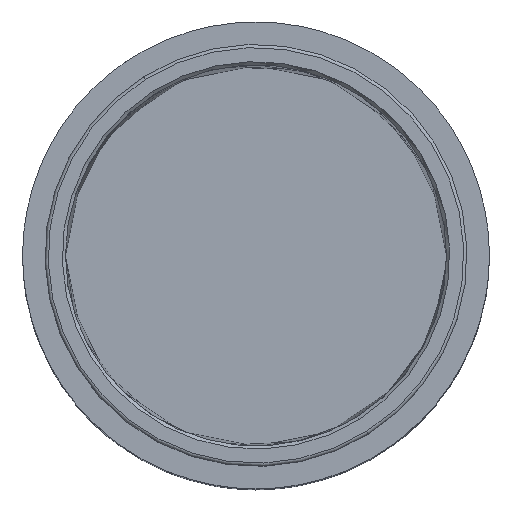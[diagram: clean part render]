
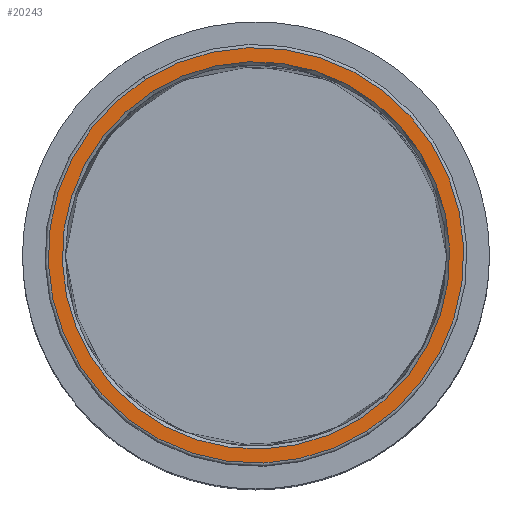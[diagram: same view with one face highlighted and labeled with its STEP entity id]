
A CAD part, top view. The second image highlights one B-rep face of the part: STEP entity #20243.
In plain terms, the highlighted planar face has unit normal (0, 0, 1).
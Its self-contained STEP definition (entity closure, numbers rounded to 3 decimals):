
#394 = CARTESIAN_POINT ( 'NONE',  ( 348.431, -553.809, 1925. ) ) ;
#482 = CARTESIAN_POINT ( 'NONE',  ( 0., 0., 1925. ) ) ;
#1901 = EDGE_CURVE ( 'NONE', #6699, #14098, #11189, .T. ) ;
#2897 = AXIS2_PLACEMENT_3D ( 'NONE', #5193, #10526, #17507 ) ;
#3259 = DIRECTION ( 'NONE',  ( -0.533, 0.846, 0. ) ) ;
#3986 = DIRECTION ( 'NONE',  ( -0.533, 0.846, 0. ) ) ;
#4641 = CARTESIAN_POINT ( 'NONE',  ( -324.841, 516.313, 1925. ) ) ;
#4753 = EDGE_CURVE ( 'NONE', #10667, #13925, #9082, .T. ) ;
#5193 = CARTESIAN_POINT ( 'NONE',  ( 0., 0., 1925. ) ) ;
#5477 = ORIENTED_EDGE ( 'NONE', *, *, #21622, .T. ) ;
#6396 = AXIS2_PLACEMENT_3D ( 'NONE', #16843, #8492, #10200 ) ;
#6699 = VERTEX_POINT ( 'NONE', #4641 ) ;
#7198 = ORIENTED_EDGE ( 'NONE', *, *, #1901, .T. ) ;
#7613 = FACE_OUTER_BOUND ( 'NONE', #16842, .T. ) ;
#8492 = DIRECTION ( 'NONE',  ( 0., 0., -1. ) ) ;
#8985 = CIRCLE ( 'NONE', #16524, 654.3 ) ;
#9082 = CIRCLE ( 'NONE', #2897, 654.3 ) ;
#9308 = ORIENTED_EDGE ( 'NONE', *, *, #4753, .F. ) ;
#9498 = EDGE_CURVE ( 'NONE', #13925, #10667, #8985, .T. ) ;
#9764 = CARTESIAN_POINT ( 'NONE',  ( -348.431, 553.809, 1925. ) ) ;
#10200 = DIRECTION ( 'NONE',  ( -0.533, 0.846, 0. ) ) ;
#10526 = DIRECTION ( 'NONE',  ( 0., 0., -1. ) ) ;
#10667 = VERTEX_POINT ( 'NONE', #9764 ) ;
#11135 = CARTESIAN_POINT ( 'NONE',  ( 0., 0., 1925. ) ) ;
#11189 = CIRCLE ( 'NONE', #15491, 610. ) ;
#11868 = CARTESIAN_POINT ( 'NONE',  ( 0., 0., 1925. ) ) ;
#12233 = ORIENTED_EDGE ( 'NONE', *, *, #9498, .F. ) ;
#12514 = EDGE_LOOP ( 'NONE', ( #5477, #7198 ) ) ;
#12580 = DIRECTION ( 'NONE',  ( 0., 0., -1. ) ) ;
#12920 = DIRECTION ( 'NONE',  ( 1., 0., 0. ) ) ;
#13925 = VERTEX_POINT ( 'NONE', #394 ) ;
#14098 = VERTEX_POINT ( 'NONE', #15152 ) ;
#14511 = PLANE ( 'NONE',  #21208 ) ;
#15152 = CARTESIAN_POINT ( 'NONE',  ( 324.841, -516.313, 1925. ) ) ;
#15491 = AXIS2_PLACEMENT_3D ( 'NONE', #11868, #18735, #3259 ) ;
#16159 = CIRCLE ( 'NONE', #6396, 610. ) ;
#16524 = AXIS2_PLACEMENT_3D ( 'NONE', #482, #12580, #3986 ) ;
#16842 = EDGE_LOOP ( 'NONE', ( #9308, #12233 ) ) ;
#16843 = CARTESIAN_POINT ( 'NONE',  ( 0., 0., 1925. ) ) ;
#17507 = DIRECTION ( 'NONE',  ( -0.533, 0.846, 0. ) ) ;
#18003 = DIRECTION ( 'NONE',  ( 0., 0., 1. ) ) ;
#18735 = DIRECTION ( 'NONE',  ( 0., 0., -1. ) ) ;
#19711 = FACE_BOUND ( 'NONE', #12514, .T. ) ;
#20243 = ADVANCED_FACE ( 'NONE', ( #19711, #7613 ), #14511, .T. ) ;
#21208 = AXIS2_PLACEMENT_3D ( 'NONE', #11135, #18003, #12920 ) ;
#21622 = EDGE_CURVE ( 'NONE', #14098, #6699, #16159, .T. ) ;
